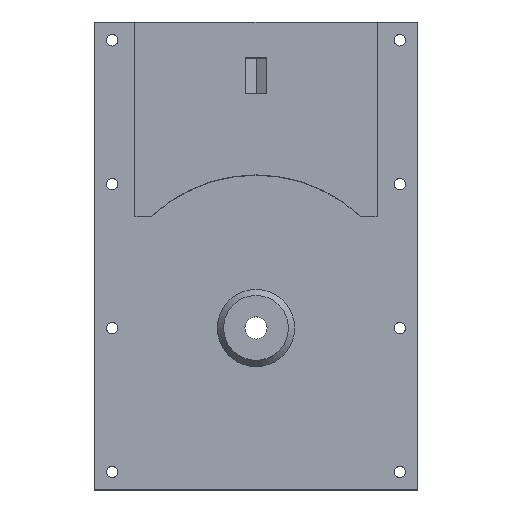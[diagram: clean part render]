
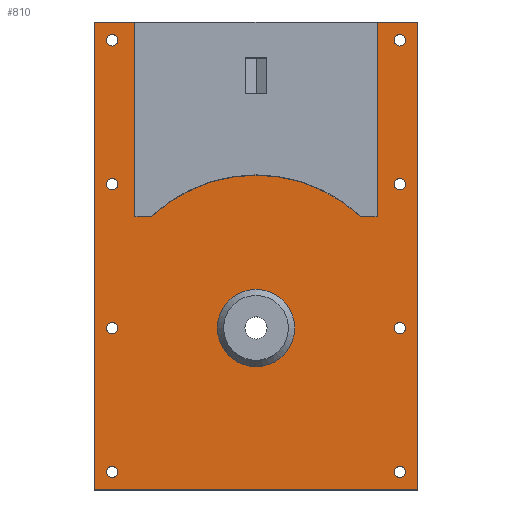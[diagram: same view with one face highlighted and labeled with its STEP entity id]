
A CAD part, top view. The second image highlights one B-rep face of the part: STEP entity #810.
In plain terms, the highlighted planar face has unit normal (0, 0, 1).
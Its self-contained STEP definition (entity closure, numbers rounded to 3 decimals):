
#285=CARTESIAN_POINT('',(34.263,45.,6.));
#286=VERTEX_POINT('',#285);
#312=CARTESIAN_POINT('',(55.737,45.,6.));
#313=VERTEX_POINT('',#312);
#314=CARTESIAN_POINT('',(45.,45.,6.));
#315=DIRECTION('',(0.,0.,1.));
#316=DIRECTION('',(1.,0.,-0.));
#317=AXIS2_PLACEMENT_3D('',#314,#315,#316);
#318=CIRCLE('',#317,10.737);
#319=EDGE_CURVE('',#286,#313,#318,.T.);
#321=CARTESIAN_POINT('',(45.,45.,6.));
#322=DIRECTION('',(0.,0.,1.));
#323=DIRECTION('',(1.,0.,-0.));
#324=AXIS2_PLACEMENT_3D('',#321,#322,#323);
#325=CIRCLE('',#324,10.737);
#326=EDGE_CURVE('',#313,#286,#325,.T.);
#412=CARTESIAN_POINT('',(0.,0.,6.));
#413=VERTEX_POINT('',#412);
#420=CARTESIAN_POINT('',(0.,130.,6.));
#421=VERTEX_POINT('',#420);
#422=CARTESIAN_POINT('',(0.,130.,6.));
#423=DIRECTION('',(0.,-1.,0.));
#424=VECTOR('',#423,130.);
#425=LINE('',#422,#424);
#426=EDGE_CURVE('',#421,#413,#425,.T.);
#450=CARTESIAN_POINT('',(90.,0.,6.));
#451=VERTEX_POINT('',#450);
#458=CARTESIAN_POINT('',(0.,0.,6.));
#459=DIRECTION('',(1.,0.,-0.));
#460=VECTOR('',#459,90.);
#461=LINE('',#458,#460);
#462=EDGE_CURVE('',#413,#451,#461,.T.);
#481=CARTESIAN_POINT('',(90.,130.,6.));
#482=VERTEX_POINT('',#481);
#489=CARTESIAN_POINT('',(90.,0.,6.));
#490=DIRECTION('',(0.,1.,0.));
#491=VECTOR('',#490,130.);
#492=LINE('',#489,#491);
#493=EDGE_CURVE('',#451,#482,#492,.T.);
#522=CARTESIAN_POINT('',(78.65,130.,6.));
#523=VERTEX_POINT('',#522);
#530=CARTESIAN_POINT('',(90.,130.,6.));
#531=DIRECTION('',(-1.,0.,0.));
#532=VECTOR('',#531,11.35);
#533=LINE('',#530,#532);
#534=EDGE_CURVE('',#482,#523,#533,.T.);
#544=CARTESIAN_POINT('',(11.35,130.,6.));
#545=VERTEX_POINT('',#544);
#546=CARTESIAN_POINT('',(11.35,130.,6.));
#547=DIRECTION('',(-1.,0.,0.));
#548=VECTOR('',#547,11.35);
#549=LINE('',#546,#548);
#550=EDGE_CURVE('',#545,#421,#549,.T.);
#586=CARTESIAN_POINT('',(45.,45.,6.));
#587=DIRECTION('',(0.,0.,1.));
#588=DIRECTION('',(1.,0.,0.));
#589=AXIS2_PLACEMENT_3D('',#586,#587,#588);
#590=PLANE('',#589);
#591=CARTESIAN_POINT('',(86.6,45.,6.));
#592=VERTEX_POINT('',#591);
#593=CARTESIAN_POINT('',(85.,43.4,6.));
#594=VERTEX_POINT('',#593);
#595=CARTESIAN_POINT('',(85.,45.,6.));
#596=DIRECTION('',(0.,0.,-1.));
#597=DIRECTION('',(1.,0.,0.));
#598=AXIS2_PLACEMENT_3D('',#595,#596,#597);
#599=CIRCLE('',#598,1.6);
#600=EDGE_CURVE('',#592,#594,#599,.T.);
#601=ORIENTED_EDGE('',*,*,#600,.T.);
#602=CARTESIAN_POINT('',(85.,45.,6.));
#603=DIRECTION('',(0.,0.,-1.));
#604=DIRECTION('',(1.,0.,0.));
#605=AXIS2_PLACEMENT_3D('',#602,#603,#604);
#606=CIRCLE('',#605,1.6);
#607=EDGE_CURVE('',#594,#592,#606,.T.);
#608=ORIENTED_EDGE('',*,*,#607,.T.);
#609=EDGE_LOOP('',(#601,#608));
#610=FACE_BOUND('',#609,.T.);
#611=CARTESIAN_POINT('',(6.6,45.,6.));
#612=VERTEX_POINT('',#611);
#613=CARTESIAN_POINT('',(5.,43.4,6.));
#614=VERTEX_POINT('',#613);
#615=CARTESIAN_POINT('',(5.,45.,6.));
#616=DIRECTION('',(0.,0.,-1.));
#617=DIRECTION('',(1.,0.,0.));
#618=AXIS2_PLACEMENT_3D('',#615,#616,#617);
#619=CIRCLE('',#618,1.6);
#620=EDGE_CURVE('',#612,#614,#619,.T.);
#621=ORIENTED_EDGE('',*,*,#620,.T.);
#622=CARTESIAN_POINT('',(5.,45.,6.));
#623=DIRECTION('',(0.,0.,-1.));
#624=DIRECTION('',(1.,0.,0.));
#625=AXIS2_PLACEMENT_3D('',#622,#623,#624);
#626=CIRCLE('',#625,1.6);
#627=EDGE_CURVE('',#614,#612,#626,.T.);
#628=ORIENTED_EDGE('',*,*,#627,.T.);
#629=EDGE_LOOP('',(#621,#628));
#630=FACE_BOUND('',#629,.T.);
#631=CARTESIAN_POINT('',(78.65,76.,6.));
#632=VERTEX_POINT('',#631);
#633=CARTESIAN_POINT('',(74.073,76.,6.));
#634=VERTEX_POINT('',#633);
#635=CARTESIAN_POINT('',(78.65,76.,6.));
#636=DIRECTION('',(-1.,0.,0.));
#637=VECTOR('',#636,4.577);
#638=LINE('',#635,#637);
#639=EDGE_CURVE('',#632,#634,#638,.T.);
#640=ORIENTED_EDGE('',*,*,#639,.T.);
#641=CARTESIAN_POINT('',(45.,87.5,6.));
#642=VERTEX_POINT('',#641);
#643=CARTESIAN_POINT('',(45.,45.,6.));
#644=DIRECTION('',(0.,0.,1.));
#645=DIRECTION('',(1.,0.,-0.));
#646=AXIS2_PLACEMENT_3D('',#643,#644,#645);
#647=CIRCLE('',#646,42.5);
#648=EDGE_CURVE('',#634,#642,#647,.T.);
#649=ORIENTED_EDGE('',*,*,#648,.T.);
#650=CARTESIAN_POINT('',(15.927,76.,6.));
#651=VERTEX_POINT('',#650);
#652=CARTESIAN_POINT('',(45.,45.,6.));
#653=DIRECTION('',(0.,0.,1.));
#654=DIRECTION('',(1.,0.,-0.));
#655=AXIS2_PLACEMENT_3D('',#652,#653,#654);
#656=CIRCLE('',#655,42.5);
#657=EDGE_CURVE('',#642,#651,#656,.T.);
#658=ORIENTED_EDGE('',*,*,#657,.T.);
#659=CARTESIAN_POINT('',(11.35,76.,6.));
#660=VERTEX_POINT('',#659);
#661=CARTESIAN_POINT('',(15.927,76.,6.));
#662=DIRECTION('',(-1.,0.,0.));
#663=VECTOR('',#662,4.577);
#664=LINE('',#661,#663);
#665=EDGE_CURVE('',#651,#660,#664,.T.);
#666=ORIENTED_EDGE('',*,*,#665,.T.);
#667=CARTESIAN_POINT('',(11.35,76.,6.));
#668=DIRECTION('',(0.,1.,0.));
#669=VECTOR('',#668,54.);
#670=LINE('',#667,#669);
#671=EDGE_CURVE('',#660,#545,#670,.T.);
#672=ORIENTED_EDGE('',*,*,#671,.T.);
#673=ORIENTED_EDGE('',*,*,#550,.T.);
#674=ORIENTED_EDGE('',*,*,#426,.T.);
#675=ORIENTED_EDGE('',*,*,#462,.T.);
#676=ORIENTED_EDGE('',*,*,#493,.T.);
#677=ORIENTED_EDGE('',*,*,#534,.T.);
#678=CARTESIAN_POINT('',(78.65,76.,6.));
#679=DIRECTION('',(0.,1.,0.));
#680=VECTOR('',#679,54.);
#681=LINE('',#678,#680);
#682=EDGE_CURVE('',#632,#523,#681,.T.);
#683=ORIENTED_EDGE('',*,*,#682,.F.);
#684=EDGE_LOOP('',(#640,#649,#658,#666,#672,#673,#674,#675,#676,#677,#683));
#685=FACE_BOUND('',#684,.T.);
#686=CARTESIAN_POINT('',(86.6,85.,6.));
#687=VERTEX_POINT('',#686);
#688=CARTESIAN_POINT('',(85.,86.6,6.));
#689=VERTEX_POINT('',#688);
#690=CARTESIAN_POINT('',(85.,85.,6.));
#691=DIRECTION('',(-0.,-0.,-1.));
#692=DIRECTION('',(1.,0.,-0.));
#693=AXIS2_PLACEMENT_3D('',#690,#691,#692);
#694=CIRCLE('',#693,1.6);
#695=EDGE_CURVE('',#687,#689,#694,.T.);
#696=ORIENTED_EDGE('',*,*,#695,.T.);
#697=CARTESIAN_POINT('',(85.,85.,6.));
#698=DIRECTION('',(-0.,-0.,-1.));
#699=DIRECTION('',(1.,0.,-0.));
#700=AXIS2_PLACEMENT_3D('',#697,#698,#699);
#701=CIRCLE('',#700,1.6);
#702=EDGE_CURVE('',#689,#687,#701,.T.);
#703=ORIENTED_EDGE('',*,*,#702,.T.);
#704=EDGE_LOOP('',(#696,#703));
#705=FACE_BOUND('',#704,.T.);
#706=CARTESIAN_POINT('',(86.6,125.,6.));
#707=VERTEX_POINT('',#706);
#708=CARTESIAN_POINT('',(85.,126.6,6.));
#709=VERTEX_POINT('',#708);
#710=CARTESIAN_POINT('',(85.,125.,6.));
#711=DIRECTION('',(-0.,-0.,-1.));
#712=DIRECTION('',(1.,0.,-0.));
#713=AXIS2_PLACEMENT_3D('',#710,#711,#712);
#714=CIRCLE('',#713,1.6);
#715=EDGE_CURVE('',#707,#709,#714,.T.);
#716=ORIENTED_EDGE('',*,*,#715,.T.);
#717=CARTESIAN_POINT('',(85.,125.,6.));
#718=DIRECTION('',(-0.,-0.,-1.));
#719=DIRECTION('',(1.,0.,-0.));
#720=AXIS2_PLACEMENT_3D('',#717,#718,#719);
#721=CIRCLE('',#720,1.6);
#722=EDGE_CURVE('',#709,#707,#721,.T.);
#723=ORIENTED_EDGE('',*,*,#722,.T.);
#724=EDGE_LOOP('',(#716,#723));
#725=FACE_BOUND('',#724,.T.);
#726=CARTESIAN_POINT('',(86.6,5.,6.));
#727=VERTEX_POINT('',#726);
#728=CARTESIAN_POINT('',(85.,6.6,6.));
#729=VERTEX_POINT('',#728);
#730=CARTESIAN_POINT('',(85.,5.,6.));
#731=DIRECTION('',(-0.,-0.,-1.));
#732=DIRECTION('',(1.,0.,-0.));
#733=AXIS2_PLACEMENT_3D('',#730,#731,#732);
#734=CIRCLE('',#733,1.6);
#735=EDGE_CURVE('',#727,#729,#734,.T.);
#736=ORIENTED_EDGE('',*,*,#735,.T.);
#737=CARTESIAN_POINT('',(85.,5.,6.));
#738=DIRECTION('',(-0.,-0.,-1.));
#739=DIRECTION('',(1.,0.,-0.));
#740=AXIS2_PLACEMENT_3D('',#737,#738,#739);
#741=CIRCLE('',#740,1.6);
#742=EDGE_CURVE('',#729,#727,#741,.T.);
#743=ORIENTED_EDGE('',*,*,#742,.T.);
#744=EDGE_LOOP('',(#736,#743));
#745=FACE_BOUND('',#744,.T.);
#746=CARTESIAN_POINT('',(6.6,125.,6.));
#747=VERTEX_POINT('',#746);
#748=CARTESIAN_POINT('',(5.,126.6,6.));
#749=VERTEX_POINT('',#748);
#750=CARTESIAN_POINT('',(5.,125.,6.));
#751=DIRECTION('',(-0.,-0.,-1.));
#752=DIRECTION('',(1.,0.,-0.));
#753=AXIS2_PLACEMENT_3D('',#750,#751,#752);
#754=CIRCLE('',#753,1.6);
#755=EDGE_CURVE('',#747,#749,#754,.T.);
#756=ORIENTED_EDGE('',*,*,#755,.T.);
#757=CARTESIAN_POINT('',(5.,125.,6.));
#758=DIRECTION('',(-0.,-0.,-1.));
#759=DIRECTION('',(1.,0.,-0.));
#760=AXIS2_PLACEMENT_3D('',#757,#758,#759);
#761=CIRCLE('',#760,1.6);
#762=EDGE_CURVE('',#749,#747,#761,.T.);
#763=ORIENTED_EDGE('',*,*,#762,.T.);
#764=EDGE_LOOP('',(#756,#763));
#765=FACE_BOUND('',#764,.T.);
#766=CARTESIAN_POINT('',(6.6,85.,6.));
#767=VERTEX_POINT('',#766);
#768=CARTESIAN_POINT('',(5.,86.6,6.));
#769=VERTEX_POINT('',#768);
#770=CARTESIAN_POINT('',(5.,85.,6.));
#771=DIRECTION('',(-0.,-0.,-1.));
#772=DIRECTION('',(1.,0.,-0.));
#773=AXIS2_PLACEMENT_3D('',#770,#771,#772);
#774=CIRCLE('',#773,1.6);
#775=EDGE_CURVE('',#767,#769,#774,.T.);
#776=ORIENTED_EDGE('',*,*,#775,.T.);
#777=CARTESIAN_POINT('',(5.,85.,6.));
#778=DIRECTION('',(-0.,-0.,-1.));
#779=DIRECTION('',(1.,0.,-0.));
#780=AXIS2_PLACEMENT_3D('',#777,#778,#779);
#781=CIRCLE('',#780,1.6);
#782=EDGE_CURVE('',#769,#767,#781,.T.);
#783=ORIENTED_EDGE('',*,*,#782,.T.);
#784=EDGE_LOOP('',(#776,#783));
#785=FACE_BOUND('',#784,.T.);
#786=CARTESIAN_POINT('',(6.6,5.,6.));
#787=VERTEX_POINT('',#786);
#788=CARTESIAN_POINT('',(5.,6.6,6.));
#789=VERTEX_POINT('',#788);
#790=CARTESIAN_POINT('',(5.,5.,6.));
#791=DIRECTION('',(-0.,-0.,-1.));
#792=DIRECTION('',(1.,0.,-0.));
#793=AXIS2_PLACEMENT_3D('',#790,#791,#792);
#794=CIRCLE('',#793,1.6);
#795=EDGE_CURVE('',#787,#789,#794,.T.);
#796=ORIENTED_EDGE('',*,*,#795,.T.);
#797=CARTESIAN_POINT('',(5.,5.,6.));
#798=DIRECTION('',(-0.,-0.,-1.));
#799=DIRECTION('',(1.,0.,-0.));
#800=AXIS2_PLACEMENT_3D('',#797,#798,#799);
#801=CIRCLE('',#800,1.6);
#802=EDGE_CURVE('',#789,#787,#801,.T.);
#803=ORIENTED_EDGE('',*,*,#802,.T.);
#804=EDGE_LOOP('',(#796,#803));
#805=FACE_BOUND('',#804,.T.);
#806=ORIENTED_EDGE('',*,*,#319,.F.);
#807=ORIENTED_EDGE('',*,*,#326,.F.);
#808=EDGE_LOOP('',(#806,#807));
#809=FACE_BOUND('',#808,.T.);
#810=ADVANCED_FACE('',(#610,#630,#685,#705,#725,#745,#765,#785,#805,#809),#590,.T.);
